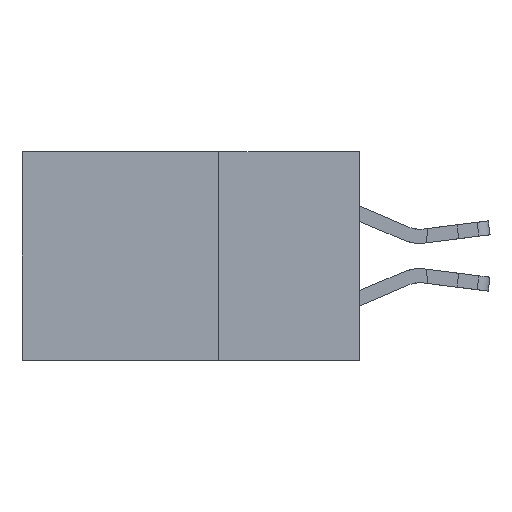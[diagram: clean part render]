
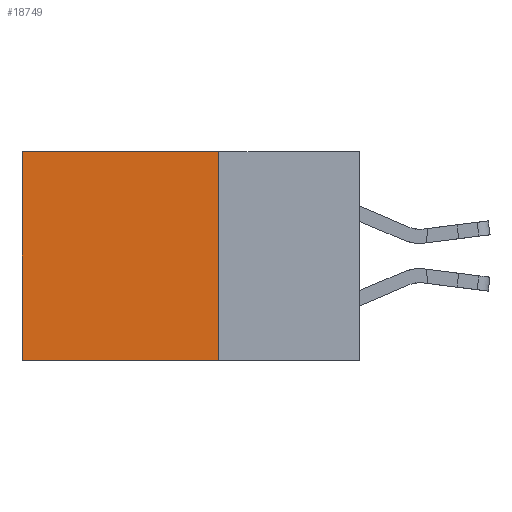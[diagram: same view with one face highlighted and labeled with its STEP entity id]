
A CAD part, left-side view. The second image highlights one B-rep face of the part: STEP entity #18749.
In plain terms, the highlighted planar face has unit normal (-1, 0, 0).
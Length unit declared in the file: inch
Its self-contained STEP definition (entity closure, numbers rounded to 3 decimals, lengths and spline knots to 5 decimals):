
#103 = VECTOR ( 'NONE', #20614, 39.37008 ) ;
#389 = VERTEX_POINT ( 'NONE', #16475 ) ;
#667 = VERTEX_POINT ( 'NONE', #20995 ) ;
#1028 = AXIS2_PLACEMENT_3D ( 'NONE', #23066, #13733, #21249 ) ;
#1293 = LINE ( 'NONE', #17309, #15504 ) ;
#3461 = CARTESIAN_POINT ( 'NONE',  ( 0.2875, 0.25, 0. ) ) ;
#3883 = EDGE_LOOP ( 'NONE', ( #21536, #11791, #15729, #24043 ) ) ;
#5015 = LINE ( 'NONE', #14774, #103 ) ;
#6313 = DIRECTION ( 'NONE',  ( 0., 1., 0. ) ) ;
#8139 = CARTESIAN_POINT ( 'NONE',  ( 0.2875, 0.25, 0. ) ) ;
#8796 = VECTOR ( 'NONE', #22132, 39.37008 ) ;
#9015 = FACE_OUTER_BOUND ( 'NONE', #3883, .T. ) ;
#11791 = ORIENTED_EDGE ( 'NONE', *, *, #22846, .F. ) ;
#12871 = CARTESIAN_POINT ( 'NONE',  ( 0.2875, 0.6, 0. ) ) ;
#13355 = CARTESIAN_POINT ( 'NONE',  ( 0.2875, 0.6, -0.37 ) ) ;
#13733 = DIRECTION ( 'NONE',  ( 1., 0., 0. ) ) ;
#14585 = EDGE_CURVE ( 'NONE', #389, #667, #21857, .T. ) ;
#14774 = CARTESIAN_POINT ( 'NONE',  ( 0.2875, 0.6, 0. ) ) ;
#15504 = VECTOR ( 'NONE', #19298, 39.37008 ) ;
#15729 = ORIENTED_EDGE ( 'NONE', *, *, #14585, .F. ) ;
#15969 = VECTOR ( 'NONE', #6313, 39.37008 ) ;
#16320 = VERTEX_POINT ( 'NONE', #12871 ) ;
#16370 = VERTEX_POINT ( 'NONE', #13355 ) ;
#16475 = CARTESIAN_POINT ( 'NONE',  ( 0.2875, 0.25, 0. ) ) ;
#16997 = EDGE_CURVE ( 'NONE', #16320, #16370, #5015, .T. ) ;
#17309 = CARTESIAN_POINT ( 'NONE',  ( 0.2875, 0.25, -0.37 ) ) ;
#18749 = ADVANCED_FACE ( 'NONE', ( #9015 ), #19137, .F. ) ;
#19137 = PLANE ( 'NONE',  #1028 ) ;
#19298 = DIRECTION ( 'NONE',  ( 0., 1., 0. ) ) ;
#19474 = EDGE_CURVE ( 'NONE', #389, #16320, #19519, .T. ) ;
#19519 = LINE ( 'NONE', #8139, #15969 ) ;
#20614 = DIRECTION ( 'NONE',  ( 0., 0., -1. ) ) ;
#20995 = CARTESIAN_POINT ( 'NONE',  ( 0.2875, 0.25, -0.37 ) ) ;
#21249 = DIRECTION ( 'NONE',  ( 0., 0., -1. ) ) ;
#21536 = ORIENTED_EDGE ( 'NONE', *, *, #16997, .T. ) ;
#21857 = LINE ( 'NONE', #3461, #8796 ) ;
#22132 = DIRECTION ( 'NONE',  ( 0., 0., -1. ) ) ;
#22846 = EDGE_CURVE ( 'NONE', #667, #16370, #1293, .T. ) ;
#23066 = CARTESIAN_POINT ( 'NONE',  ( 0.2875, 0.25, 0. ) ) ;
#24043 = ORIENTED_EDGE ( 'NONE', *, *, #19474, .T. ) ;
